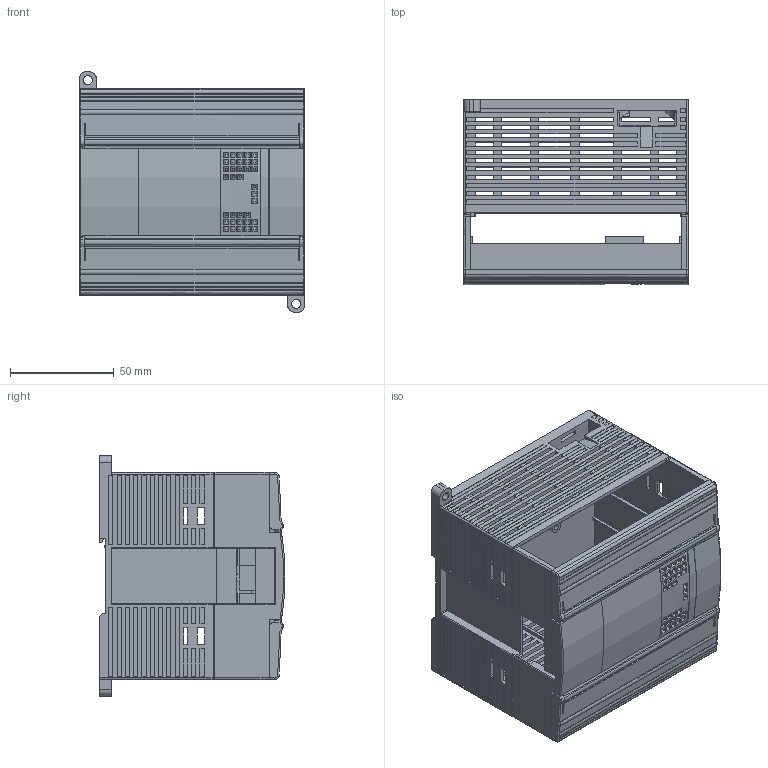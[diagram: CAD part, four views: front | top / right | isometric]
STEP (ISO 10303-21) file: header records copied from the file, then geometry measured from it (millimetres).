
FILE_DESCRIPTION(/* description */ (''),/* implementation_level */ '2;1');
FILE_NAME(/* name */ 'XD-E16X16YR-E',/* time_stamp */ '2020-07-17T16:58:43+08:00',/* author */ (''),/* organization */ (''),/* preprocessor_version */ 'ST-DEVELOPER v15',/* originating_system */ '',/* authorisation */ '');
FILE_SCHEMA (('AUTOMOTIVE_DESIGN'));
Length unit declared in the file: millimetre
Products named in the file (1): Document
Bounding box: 108.64 x 89.71 x 116 mm (x, y, z)
Volume: 65516.4 mm3; surface area: 131616.3 mm2
Topology: 1 solids, 5 shells, 1965 faces, 5766 edges, 3757 vertices
Faces by surface type: plane 1569, bspline 396
Entity records: 70345 total; most frequent: CARTESIAN_POINT 33149, ORIENTED_EDGE 11321, EDGE_CURVE 5718, B_SPLINE_CURVE_WITH_KNOTS 4958, VERTEX_POINT 3757, EDGE_LOOP 2305, ADVANCED_FACE 1965, FACE_OUTER_BOUND 1965
